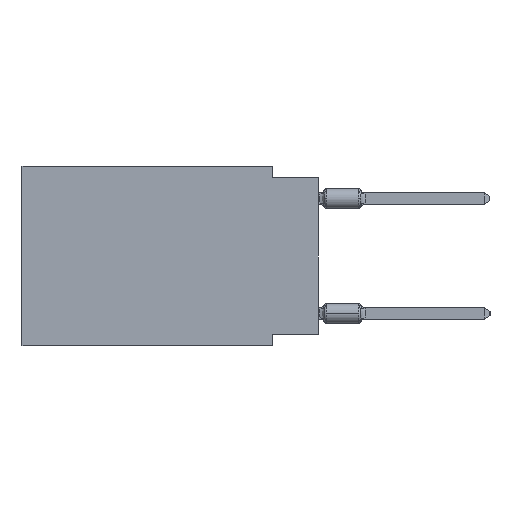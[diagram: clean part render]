
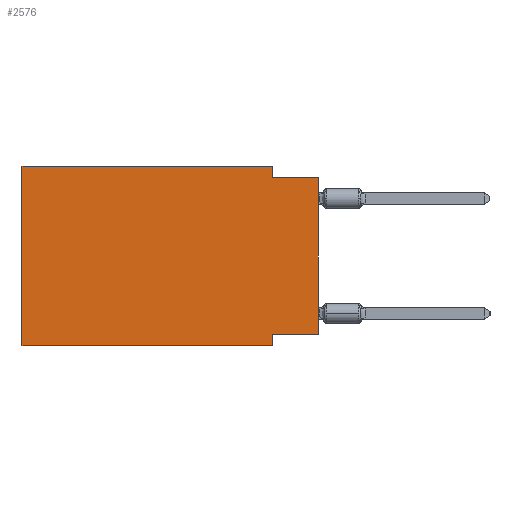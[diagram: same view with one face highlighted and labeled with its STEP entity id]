
A CAD part, left-side view. The second image highlights one B-rep face of the part: STEP entity #2576.
In plain terms, the highlighted planar face has unit normal (-1, 0, 0).
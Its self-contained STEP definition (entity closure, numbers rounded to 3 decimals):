
#543 = VERTEX_POINT ( 'NONE', #9487 ) ;
#1405 = CARTESIAN_POINT ( 'NONE',  ( 0., 16.383, 0. ) ) ;
#1529 = VECTOR ( 'NONE', #41287, 1000. ) ;
#1705 = CARTESIAN_POINT ( 'NONE',  ( 0., 0., -0.635 ) ) ;
#2146 = EDGE_CURVE ( 'NONE', #55632, #42690, #12557, .T. ) ;
#2576 = ADVANCED_FACE ( 'NONE', ( #41578 ), #60314, .F. ) ;
#3555 = AXIS2_PLACEMENT_3D ( 'NONE', #36987, #13689, #22585 ) ;
#4508 = CARTESIAN_POINT ( 'NONE',  ( 0., 0., -9.271 ) ) ;
#4812 = DIRECTION ( 'NONE',  ( 0., 1., 0. ) ) ;
#5497 = ORIENTED_EDGE ( 'NONE', *, *, #11984, .F. ) ;
#5905 = DIRECTION ( 'NONE',  ( 0., 0., -1. ) ) ;
#7283 = VECTOR ( 'NONE', #21457, 1000. ) ;
#7355 = CARTESIAN_POINT ( 'NONE',  ( 0., 2.54, -9.906 ) ) ;
#8256 = DIRECTION ( 'NONE',  ( 0., -1., 0. ) ) ;
#9253 = LINE ( 'NONE', #18146, #10878 ) ;
#9487 = CARTESIAN_POINT ( 'NONE',  ( 0., 2.54, -0.635 ) ) ;
#10878 = VECTOR ( 'NONE', #40838, 1000. ) ;
#11236 = CARTESIAN_POINT ( 'NONE',  ( 0., 16.383, 0. ) ) ;
#11984 = EDGE_CURVE ( 'NONE', #32339, #543, #38382, .T. ) ;
#12030 = VECTOR ( 'NONE', #5905, 1000. ) ;
#12557 = LINE ( 'NONE', #59783, #54423 ) ;
#13689 = DIRECTION ( 'NONE',  ( 1., 0., 0. ) ) ;
#13990 = CARTESIAN_POINT ( 'NONE',  ( 0., 16.383, 0. ) ) ;
#15922 = LINE ( 'NONE', #25735, #26218 ) ;
#16443 = VERTEX_POINT ( 'NONE', #45464 ) ;
#18040 = ORIENTED_EDGE ( 'NONE', *, *, #50723, .F. ) ;
#18146 = CARTESIAN_POINT ( 'NONE',  ( 0., 0., -0.635 ) ) ;
#19201 = DIRECTION ( 'NONE',  ( 0., -1., 0. ) ) ;
#21457 = DIRECTION ( 'NONE',  ( 0., 0., -1. ) ) ;
#21485 = VERTEX_POINT ( 'NONE', #1705 ) ;
#21533 = VERTEX_POINT ( 'NONE', #34513 ) ;
#22281 = ORIENTED_EDGE ( 'NONE', *, *, #2146, .T. ) ;
#22356 = LINE ( 'NONE', #7355, #7283 ) ;
#22585 = DIRECTION ( 'NONE',  ( 0., 0., -1. ) ) ;
#23663 = EDGE_LOOP ( 'NONE', ( #34166, #31825, #5497, #54365, #18040, #22281, #52259, #56494 ) ) ;
#25735 = CARTESIAN_POINT ( 'NONE',  ( 0., 0., 0. ) ) ;
#26218 = VECTOR ( 'NONE', #52433, 1000. ) ;
#26351 = CARTESIAN_POINT ( 'NONE',  ( 0., 2.54, 0. ) ) ;
#28598 = VECTOR ( 'NONE', #4812, 1000. ) ;
#31129 = EDGE_CURVE ( 'NONE', #543, #21485, #9253, .T. ) ;
#31173 = CARTESIAN_POINT ( 'NONE',  ( 0., 2.54, -9.906 ) ) ;
#31620 = CARTESIAN_POINT ( 'NONE',  ( 0., 16.383, -9.906 ) ) ;
#31825 = ORIENTED_EDGE ( 'NONE', *, *, #31129, .F. ) ;
#32046 = EDGE_CURVE ( 'NONE', #21533, #16443, #60630, .T. ) ;
#32339 = VERTEX_POINT ( 'NONE', #26351 ) ;
#32687 = LINE ( 'NONE', #13990, #1529 ) ;
#34102 = EDGE_CURVE ( 'NONE', #35552, #32339, #56927, .T. ) ;
#34166 = ORIENTED_EDGE ( 'NONE', *, *, #52897, .T. ) ;
#34513 = CARTESIAN_POINT ( 'NONE',  ( 0., 0., -9.271 ) ) ;
#35552 = VERTEX_POINT ( 'NONE', #11236 ) ;
#36987 = CARTESIAN_POINT ( 'NONE',  ( 0., 16.383, 0. ) ) ;
#38382 = LINE ( 'NONE', #52517, #12030 ) ;
#40838 = DIRECTION ( 'NONE',  ( 0., -1., 0. ) ) ;
#41287 = DIRECTION ( 'NONE',  ( 0., 0., 1. ) ) ;
#41578 = FACE_OUTER_BOUND ( 'NONE', #23663, .T. ) ;
#42690 = VERTEX_POINT ( 'NONE', #31173 ) ;
#45464 = CARTESIAN_POINT ( 'NONE',  ( 0., 2.54, -9.271 ) ) ;
#46723 = EDGE_CURVE ( 'NONE', #16443, #42690, #22356, .T. ) ;
#50723 = EDGE_CURVE ( 'NONE', #55632, #35552, #32687, .T. ) ;
#51115 = VECTOR ( 'NONE', #19201, 1000. ) ;
#52259 = ORIENTED_EDGE ( 'NONE', *, *, #46723, .F. ) ;
#52433 = DIRECTION ( 'NONE',  ( 0., 0., 1. ) ) ;
#52517 = CARTESIAN_POINT ( 'NONE',  ( 0., 2.54, 0. ) ) ;
#52897 = EDGE_CURVE ( 'NONE', #21533, #21485, #15922, .T. ) ;
#54365 = ORIENTED_EDGE ( 'NONE', *, *, #34102, .F. ) ;
#54423 = VECTOR ( 'NONE', #8256, 1000. ) ;
#55632 = VERTEX_POINT ( 'NONE', #31620 ) ;
#56494 = ORIENTED_EDGE ( 'NONE', *, *, #32046, .F. ) ;
#56927 = LINE ( 'NONE', #1405, #51115 ) ;
#59783 = CARTESIAN_POINT ( 'NONE',  ( 0., 16.383, -9.906 ) ) ;
#60314 = PLANE ( 'NONE',  #3555 ) ;
#60630 = LINE ( 'NONE', #4508, #28598 ) ;
